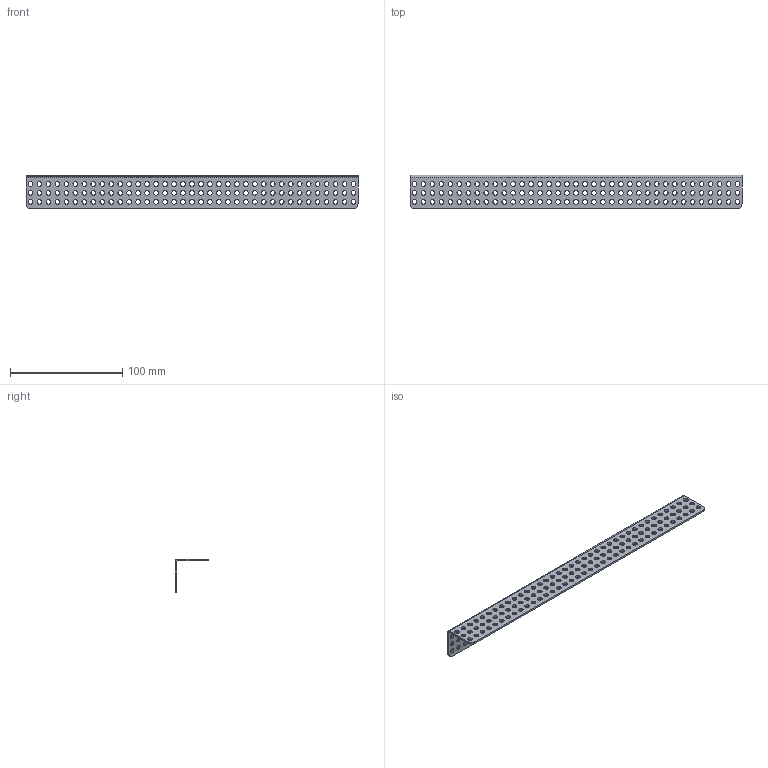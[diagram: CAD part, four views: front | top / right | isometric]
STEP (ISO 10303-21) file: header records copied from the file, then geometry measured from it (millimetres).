
FILE_DESCRIPTION(/* description */ (''),/* implementation_level */ '2;1');
FILE_NAME(/* name */ 'Matrix_31-0037.ipt.stp',/* time_stamp */ '2014-12-18T17:44:36-08:00',/* author */ ('Autodesk Inc.'),/* organization */ ('Autodesk Inc.'),/* preprocessor_version */ 'ST-DEVELOPER v15.6',/* originating_system */ 'Autodesk Inventor 2015',/* authorisation */ '');
FILE_SCHEMA (('AUTOMOTIVE_DESIGN { 1 0 10303 214 3 1 1 }'));
Length unit declared in the file: millimetre
Products named in the file (1): Matrix_31-0037
Bounding box: 296 x 30.3 x 30.3 mm (x, y, z)
Volume: 22676.6 mm3; surface area: 34153.2 mm2
Topology: 1 solids, 1 shells, 236 faces, 702 edges, 468 vertices
Faces by surface type: cylinder 228, plane 8
Full cylindrical faces by diameter (mm): 4.2 x222
Entity records: 8004 total; most frequent: DIRECTION 1410, CARTESIAN_POINT 1185, ORIENTED_EDGE 960, EDGE_LOOP 902, AXIS2_PLACEMENT_3D 693, FACE_BOUND 666, EDGE_CURVE 480, VERTEX_POINT 468
